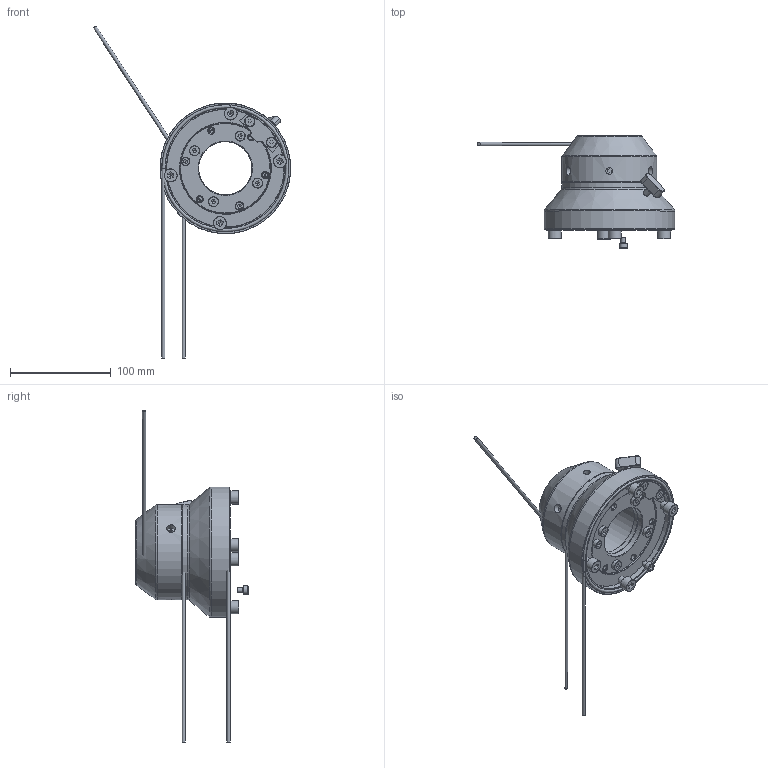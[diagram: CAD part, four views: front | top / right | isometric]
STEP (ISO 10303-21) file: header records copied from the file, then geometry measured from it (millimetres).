
FILE_DESCRIPTION (( 'STEP AP214' ), '1' );
FILE_NAME ('57027302.STEP', '2022-04-04T12:13:38', ( '' ), ( '' ), 'SwSTEP 2.0', 'SolidWorks 2020', '' );
FILE_SCHEMA (( 'AUTOMOTIVE_DESIGN' ));
Length unit declared in the file: millimetre
Products named in the file (17): 84348; 57027302; 82386; 84138; 84139; 93660; 93658; 84137; 93657; 93090; 93663; 93662; 82164; 84136; 84147; 93659; 82387
Assembly tree (27 placements, depth 2):
  57027302
    84348
    84136
    84137  x2
    82386
    82387
    84138
    82164
    84139
    93658  x3
    93662  x4
    93660  x4
    93090  x2
    93657  x2
    93663
    84147
    93659
Bounding box: 195.92 x 111.5 x 329.71 mm (x, y, z)
Volume: 489865.1 mm3; surface area: 144420.7 mm2
Topology: 30 solids, 30 shells, 516 faces, 1061 edges, 628 vertices
Faces by surface type: plane 269, cone 113, cylinder 99, torus 23, bspline 12
Full cylindrical faces by diameter (mm): 3 x2, 3.5 x1, 4 x1, 4.2 x2, 5 x9, 5.2 x6, 5.5 x3, 6 x8, 6.4 x4, 6.8 x5, 8 x5, 8.5 x5, 9.4 x2, 10 x7, 13 x4, 53 x2, 60.8 x2, 66.5 x1, 80.5 x2, 81.5 x3, 84.9 x1, 85.7 x1, 90 x1, 90.95 x2, 91 x1, 94.5 x2, 117 x1, 120 x1, 126 x1, 130 x1
Entity records: 9420 total; most frequent: CARTESIAN_POINT 2044, DIRECTION 1386, ORIENTED_EDGE 988, AXIS2_PLACEMENT_3D 585, EDGE_LOOP 535, EDGE_CURVE 494, FACE_OUTER_BOUND 400, VERTEX_POINT 371
